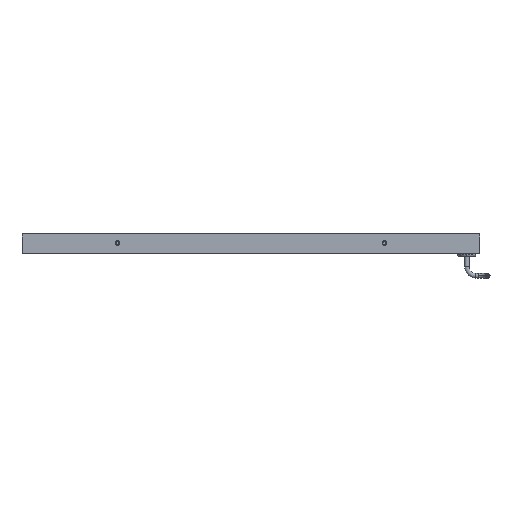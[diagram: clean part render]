
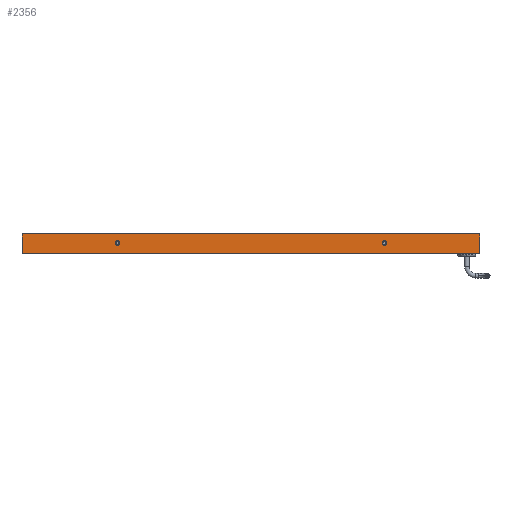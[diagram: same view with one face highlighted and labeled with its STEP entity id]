
A CAD part, front view. The second image highlights one B-rep face of the part: STEP entity #2356.
In plain terms, the highlighted planar face has unit normal (0, -1, 0).
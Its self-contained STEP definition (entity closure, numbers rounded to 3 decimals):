
#116 = DIRECTION ( 'NONE',  ( 0., 0., 1. ) ) ;
#168 = CARTESIAN_POINT ( 'NONE',  ( -175., 0., 0. ) ) ;
#206 = CARTESIAN_POINT ( 'NONE',  ( -102., 0., 8. ) ) ;
#369 = CIRCLE ( 'NONE', #2614, 1.75 ) ;
#522 = EDGE_CURVE ( 'NONE', #3429, #3845, #6720, .T. ) ;
#634 = PLANE ( 'NONE',  #5922 ) ;
#707 = CIRCLE ( 'NONE', #4337, 1.75 ) ;
#717 = DIRECTION ( 'NONE',  ( 0., 1., 0. ) ) ;
#739 = VECTOR ( 'NONE', #2578, 1000. ) ;
#859 = ORIENTED_EDGE ( 'NONE', *, *, #4994, .F. ) ;
#997 = DIRECTION ( 'NONE',  ( 0., 0., 1. ) ) ;
#1084 = VERTEX_POINT ( 'NONE', #2428 ) ;
#1277 = DIRECTION ( 'NONE',  ( 0., 1., 0. ) ) ;
#1326 = VERTEX_POINT ( 'NONE', #4123 ) ;
#1386 = ORIENTED_EDGE ( 'NONE', *, *, #522, .T. ) ;
#1544 = LINE ( 'NONE', #5263, #3787 ) ;
#1641 = DIRECTION ( 'NONE',  ( 0., 1., 0. ) ) ;
#1672 = CARTESIAN_POINT ( 'NONE',  ( -175., 0., 15. ) ) ;
#1744 = DIRECTION ( 'NONE',  ( 0., 0., -1. ) ) ;
#2094 = ORIENTED_EDGE ( 'NONE', *, *, #5694, .F. ) ;
#2202 = DIRECTION ( 'NONE',  ( -1., 0., 0. ) ) ;
#2287 = ORIENTED_EDGE ( 'NONE', *, *, #6349, .T. ) ;
#2356 = ADVANCED_FACE ( 'NONE', ( #5566, #3230, #6574 ), #634, .F. ) ;
#2360 = DIRECTION ( 'NONE',  ( 0., 0., -1. ) ) ;
#2428 = CARTESIAN_POINT ( 'NONE',  ( 102., 0., 6.25 ) ) ;
#2458 = EDGE_CURVE ( 'NONE', #7090, #3112, #3572, .T. ) ;
#2469 = EDGE_CURVE ( 'NONE', #3112, #7090, #4892, .T. ) ;
#2578 = DIRECTION ( 'NONE',  ( -1., 0., 0. ) ) ;
#2614 = AXIS2_PLACEMENT_3D ( 'NONE', #2820, #1641, #997 ) ;
#2615 = CARTESIAN_POINT ( 'NONE',  ( -102., 0., 8. ) ) ;
#2820 = CARTESIAN_POINT ( 'NONE',  ( 102., 0., 8. ) ) ;
#3012 = CARTESIAN_POINT ( 'NONE',  ( 175., 0., 0. ) ) ;
#3058 = CARTESIAN_POINT ( 'NONE',  ( 102., 0., 8. ) ) ;
#3104 = LINE ( 'NONE', #3740, #739 ) ;
#3112 = VERTEX_POINT ( 'NONE', #7441 ) ;
#3230 = FACE_BOUND ( 'NONE', #4339, .T. ) ;
#3331 = CARTESIAN_POINT ( 'NONE',  ( 175., 0., 15. ) ) ;
#3383 = EDGE_CURVE ( 'NONE', #6571, #1084, #369, .T. ) ;
#3429 = VERTEX_POINT ( 'NONE', #1672 ) ;
#3572 = CIRCLE ( 'NONE', #6175, 1.75 ) ;
#3740 = CARTESIAN_POINT ( 'NONE',  ( 175., 0., 0. ) ) ;
#3787 = VECTOR ( 'NONE', #1744, 1000. ) ;
#3845 = VERTEX_POINT ( 'NONE', #168 ) ;
#3886 = ORIENTED_EDGE ( 'NONE', *, *, #5041, .T. ) ;
#3898 = CARTESIAN_POINT ( 'NONE',  ( 102., 0., 9.75 ) ) ;
#4123 = CARTESIAN_POINT ( 'NONE',  ( 175., 0., 0. ) ) ;
#4207 = VERTEX_POINT ( 'NONE', #7605 ) ;
#4249 = CARTESIAN_POINT ( 'NONE',  ( -102., 0., 9.75 ) ) ;
#4337 = AXIS2_PLACEMENT_3D ( 'NONE', #3058, #1277, #116 ) ;
#4339 = EDGE_LOOP ( 'NONE', ( #5477, #2287 ) ) ;
#4803 = EDGE_LOOP ( 'NONE', ( #7291, #6752 ) ) ;
#4892 = CIRCLE ( 'NONE', #5662, 1.75 ) ;
#4942 = DIRECTION ( 'NONE',  ( 0., 0., 1. ) ) ;
#4994 = EDGE_CURVE ( 'NONE', #1326, #3845, #3104, .T. ) ;
#5000 = DIRECTION ( 'NONE',  ( 0., 0., 1. ) ) ;
#5041 = EDGE_CURVE ( 'NONE', #4207, #3429, #7301, .T. ) ;
#5263 = CARTESIAN_POINT ( 'NONE',  ( 175., 0., 0. ) ) ;
#5355 = CARTESIAN_POINT ( 'NONE',  ( -175., 0., 0. ) ) ;
#5477 = ORIENTED_EDGE ( 'NONE', *, *, #3383, .T. ) ;
#5566 = FACE_BOUND ( 'NONE', #4803, .T. ) ;
#5602 = EDGE_LOOP ( 'NONE', ( #1386, #859, #2094, #3886 ) ) ;
#5662 = AXIS2_PLACEMENT_3D ( 'NONE', #206, #7321, #4942 ) ;
#5694 = EDGE_CURVE ( 'NONE', #4207, #1326, #1544, .T. ) ;
#5922 = AXIS2_PLACEMENT_3D ( 'NONE', #3012, #6041, #7266 ) ;
#6041 = DIRECTION ( 'NONE',  ( 0., 1., 0. ) ) ;
#6092 = VECTOR ( 'NONE', #2202, 1000. ) ;
#6175 = AXIS2_PLACEMENT_3D ( 'NONE', #2615, #717, #5000 ) ;
#6349 = EDGE_CURVE ( 'NONE', #1084, #6571, #707, .T. ) ;
#6571 = VERTEX_POINT ( 'NONE', #3898 ) ;
#6574 = FACE_OUTER_BOUND ( 'NONE', #5602, .T. ) ;
#6720 = LINE ( 'NONE', #5355, #7766 ) ;
#6752 = ORIENTED_EDGE ( 'NONE', *, *, #2469, .T. ) ;
#7090 = VERTEX_POINT ( 'NONE', #4249 ) ;
#7266 = DIRECTION ( 'NONE',  ( 0., 0., 1. ) ) ;
#7291 = ORIENTED_EDGE ( 'NONE', *, *, #2458, .T. ) ;
#7301 = LINE ( 'NONE', #3331, #6092 ) ;
#7321 = DIRECTION ( 'NONE',  ( 0., 1., 0. ) ) ;
#7441 = CARTESIAN_POINT ( 'NONE',  ( -102., 0., 6.25 ) ) ;
#7605 = CARTESIAN_POINT ( 'NONE',  ( 175., 0., 15. ) ) ;
#7766 = VECTOR ( 'NONE', #2360, 1000. ) ;
